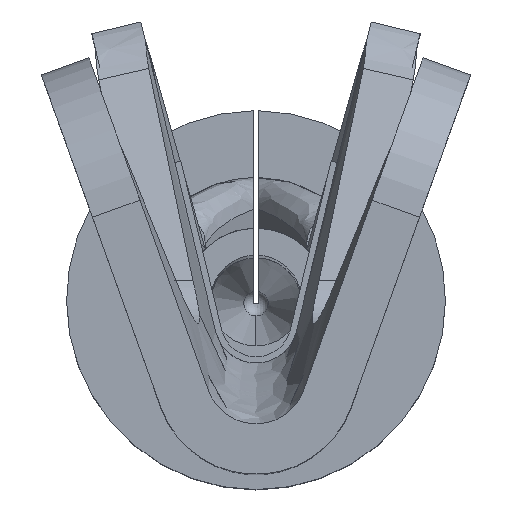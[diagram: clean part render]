
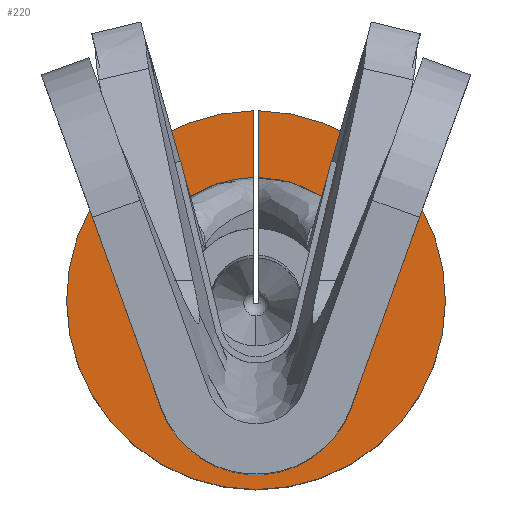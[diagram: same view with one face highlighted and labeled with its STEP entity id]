
A CAD part, top view. The second image highlights one B-rep face of the part: STEP entity #220.
In plain terms, the highlighted planar face has unit normal (0, 0, 1).
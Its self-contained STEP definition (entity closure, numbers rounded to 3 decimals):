
#119 = FACE_OUTER_BOUND ( 'NONE', #1865, .T. ) ;
#137 = DIRECTION ( 'NONE',  ( 0., 1., 0. ) ) ;
#191 = VECTOR ( 'NONE', #3845, 1000. ) ;
#220 = ADVANCED_FACE ( 'NONE', ( #119 ), #1678, .T. ) ;
#230 = DIRECTION ( 'NONE',  ( 0., 1., 0. ) ) ;
#260 = VERTEX_POINT ( 'NONE', #2909 ) ;
#327 = CIRCLE ( 'NONE', #1608, 0.75 ) ;
#384 = VERTEX_POINT ( 'NONE', #4765 ) ;
#407 = EDGE_CURVE ( 'NONE', #4752, #774, #2027, .T. ) ;
#774 = VERTEX_POINT ( 'NONE', #3961 ) ;
#1251 = CARTESIAN_POINT ( 'NONE',  ( 0., 0., 0. ) ) ;
#1254 = ORIENTED_EDGE ( 'NONE', *, *, #3878, .T. ) ;
#1480 = VECTOR ( 'NONE', #230, 1000. ) ;
#1593 = EDGE_CURVE ( 'NONE', #774, #260, #4525, .T. ) ;
#1608 = AXIS2_PLACEMENT_3D ( 'NONE', #1653, #3263, #137 ) ;
#1653 = CARTESIAN_POINT ( 'NONE',  ( 0., 0., 0. ) ) ;
#1661 = ORIENTED_EDGE ( 'NONE', *, *, #1593, .T. ) ;
#1678 = PLANE ( 'NONE',  #3572 ) ;
#1865 = EDGE_LOOP ( 'NONE', ( #4334, #1661, #4115, #1254 ) ) ;
#2027 = CIRCLE ( 'NONE', #2363, 0.485 ) ;
#2302 = CARTESIAN_POINT ( 'NONE',  ( 0.01, 0.485, 0. ) ) ;
#2363 = AXIS2_PLACEMENT_3D ( 'NONE', #1251, #4347, #2422 ) ;
#2422 = DIRECTION ( 'NONE',  ( 0., 1., 0. ) ) ;
#2835 = DIRECTION ( 'NONE',  ( 0., -1., 0. ) ) ;
#2909 = CARTESIAN_POINT ( 'NONE',  ( -0.01, 0.75, 0. ) ) ;
#3036 = CARTESIAN_POINT ( 'NONE',  ( 0.01, 0.485, 0. ) ) ;
#3240 = CARTESIAN_POINT ( 'NONE',  ( 0., 0.485, 0. ) ) ;
#3263 = DIRECTION ( 'NONE',  ( 0., 0., -1. ) ) ;
#3466 = LINE ( 'NONE', #2302, #191 ) ;
#3572 = AXIS2_PLACEMENT_3D ( 'NONE', #3240, #4773, #2835 ) ;
#3845 = DIRECTION ( 'NONE',  ( 0., -1., 0. ) ) ;
#3878 = EDGE_CURVE ( 'NONE', #384, #4752, #3466, .T. ) ;
#3961 = CARTESIAN_POINT ( 'NONE',  ( -0.01, 0.485, 0. ) ) ;
#4115 = ORIENTED_EDGE ( 'NONE', *, *, #4342, .F. ) ;
#4334 = ORIENTED_EDGE ( 'NONE', *, *, #407, .T. ) ;
#4342 = EDGE_CURVE ( 'NONE', #384, #260, #327, .T. ) ;
#4347 = DIRECTION ( 'NONE',  ( 0., 0., -1. ) ) ;
#4525 = LINE ( 'NONE', #4968, #1480 ) ;
#4752 = VERTEX_POINT ( 'NONE', #3036 ) ;
#4765 = CARTESIAN_POINT ( 'NONE',  ( 0.01, 0.75, 0. ) ) ;
#4773 = DIRECTION ( 'NONE',  ( 0., 0., 1. ) ) ;
#4968 = CARTESIAN_POINT ( 'NONE',  ( -0.01, 0.485, 0. ) ) ;
